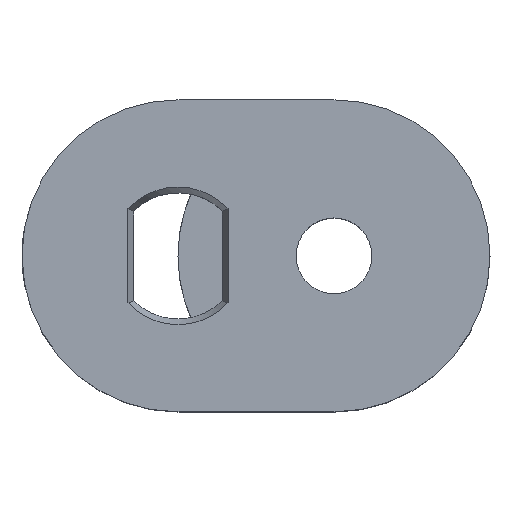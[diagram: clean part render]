
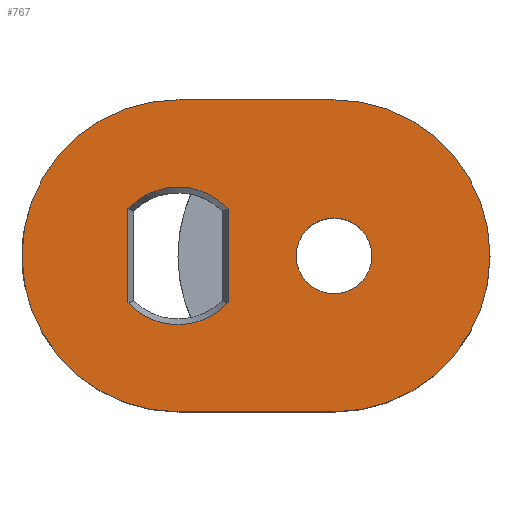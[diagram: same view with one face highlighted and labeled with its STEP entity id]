
A CAD part, top view. The second image highlights one B-rep face of the part: STEP entity #767.
In plain terms, the highlighted planar face has unit normal (0, 0, 1).
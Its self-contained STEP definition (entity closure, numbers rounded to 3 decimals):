
#22 = AXIS2_PLACEMENT_3D ( 'NONE', #47, #50, #51 ) ;
#33 = CARTESIAN_POINT ( 'NONE',  ( 0., 7., 6. ) ) ;
#40 = CARTESIAN_POINT ( 'NONE',  ( 7., -7., 6. ) ) ;
#42 = PLANE ( 'NONE',  #22 ) ;
#44 = CARTESIAN_POINT ( 'NONE',  ( 8.7, 0., 6. ) ) ;
#47 = CARTESIAN_POINT ( 'NONE',  ( 0., 0., 6. ) ) ;
#49 = DIRECTION ( 'NONE',  ( 1., 0., 0. ) ) ;
#50 = DIRECTION ( 'NONE',  ( 0., 0., 1. ) ) ;
#51 = DIRECTION ( 'NONE',  ( 1., 0., 0. ) ) ;
#52 = CARTESIAN_POINT ( 'NONE',  ( 2.245, 2.116, 6. ) ) ;
#74 = CARTESIAN_POINT ( 'NONE',  ( 0., 7., 6. ) ) ;
#76 = CARTESIAN_POINT ( 'NONE',  ( 2.245, -2.116, 6. ) ) ;
#78 = CARTESIAN_POINT ( 'NONE',  ( 5.3, 0., 6. ) ) ;
#84 = CARTESIAN_POINT ( 'NONE',  ( -2.245, 2.116, 6. ) ) ;
#92 = CARTESIAN_POINT ( 'NONE',  ( 14., 0., 6. ) ) ;
#110 = CARTESIAN_POINT ( 'NONE',  ( -2.245, -2.116, 6. ) ) ;
#122 = AXIS2_PLACEMENT_3D ( 'NONE', #698, #680, #559 ) ;
#162 = AXIS2_PLACEMENT_3D ( 'NONE', #902, #286, #295 ) ;
#164 = AXIS2_PLACEMENT_3D ( 'NONE', #307, #305, #293 ) ;
#174 = AXIS2_PLACEMENT_3D ( 'NONE', #923, #922, #49 ) ;
#175 = CARTESIAN_POINT ( 'NONE',  ( 0., -7., 6. ) ) ;
#179 = AXIS2_PLACEMENT_3D ( 'NONE', #318, #924, #704 ) ;
#208 = AXIS2_PLACEMENT_3D ( 'NONE', #837, #834, #844 ) ;
#209 = AXIS2_PLACEMENT_3D ( 'NONE', #790, #818, #802 ) ;
#212 = AXIS2_PLACEMENT_3D ( 'NONE', #747, #769, #779 ) ;
#254 = EDGE_CURVE ( 'NONE', #841, #614, #595, .T. ) ;
#263 = EDGE_CURVE ( 'NONE', #684, #947, #594, .T. ) ;
#266 = EDGE_CURVE ( 'NONE', #788, #751, #581, .T. ) ;
#286 = DIRECTION ( 'NONE',  ( 0., 0., 1. ) ) ;
#293 = DIRECTION ( 'NONE',  ( 1., 0., 0. ) ) ;
#295 = DIRECTION ( 'NONE',  ( 1., 0., 0. ) ) ;
#302 = DIRECTION ( 'NONE',  ( -1., 0., 0. ) ) ;
#304 = EDGE_CURVE ( 'NONE', #758, #841, #558, .T. ) ;
#305 = DIRECTION ( 'NONE',  ( 0., 0., -1. ) ) ;
#307 = CARTESIAN_POINT ( 'NONE',  ( 0., 0., 6. ) ) ;
#310 = EDGE_CURVE ( 'NONE', #947, #758, #555, .T. ) ;
#316 = EDGE_CURVE ( 'NONE', #703, #830, #554, .T. ) ;
#317 = EDGE_CURVE ( 'NONE', #787, #703, #556, .T. ) ;
#318 = CARTESIAN_POINT ( 'NONE',  ( 7., 0., 6. ) ) ;
#321 = EDGE_CURVE ( 'NONE', #805, #787, #549, .T. ) ;
#325 = EDGE_CURVE ( 'NONE', #830, #805, #548, .T. ) ;
#327 = EDGE_CURVE ( 'NONE', #751, #788, #545, .T. ) ;
#332 = CARTESIAN_POINT ( 'NONE',  ( 0., -7., 6. ) ) ;
#336 = EDGE_CURVE ( 'NONE', #614, #809, #540, .T. ) ;
#351 = DIRECTION ( 'NONE',  ( 1., 0., 0. ) ) ;
#373 = DIRECTION ( 'NONE',  ( 0., -1., 0. ) ) ;
#404 = CARTESIAN_POINT ( 'NONE',  ( -7., 0., 6. ) ) ;
#432 = FACE_BOUND ( 'NONE', #821, .T. ) ;
#433 = FACE_BOUND ( 'NONE', #668, .T. ) ;
#438 = EDGE_CURVE ( 'NONE', #809, #684, #491, .T. ) ;
#468 = FACE_OUTER_BOUND ( 'NONE', #813, .T. ) ;
#491 = CIRCLE ( 'NONE', #122, 7. ) ;
#539 = VECTOR ( 'NONE', #302, 1000. ) ;
#540 = LINE ( 'NONE', #33, #539 ) ;
#545 = CIRCLE ( 'NONE', #162, 1.7 ) ;
#546 = VECTOR ( 'NONE', #373, 1000. ) ;
#548 = CIRCLE ( 'NONE', #164, 3.085 ) ;
#549 = LINE ( 'NONE', #935, #546 ) ;
#551 = VECTOR ( 'NONE', #933, 1000. ) ;
#553 = VECTOR ( 'NONE', #351, 1000. ) ;
#554 = LINE ( 'NONE', #929, #551 ) ;
#555 = LINE ( 'NONE', #332, #553 ) ;
#556 = CIRCLE ( 'NONE', #174, 3.085 ) ;
#558 = CIRCLE ( 'NONE', #179, 7. ) ;
#559 = DIRECTION ( 'NONE',  ( 1., 0., 0. ) ) ;
#581 = CIRCLE ( 'NONE', #208, 1.7 ) ;
#594 = CIRCLE ( 'NONE', #209, 7. ) ;
#595 = CIRCLE ( 'NONE', #212, 7. ) ;
#614 = VERTEX_POINT ( 'NONE', #618 ) ;
#618 = CARTESIAN_POINT ( 'NONE',  ( 7., 7., 6. ) ) ;
#668 = EDGE_LOOP ( 'NONE', ( #913, #782 ) ) ;
#680 = DIRECTION ( 'NONE',  ( 0., 0., 1. ) ) ;
#684 = VERTEX_POINT ( 'NONE', #404 ) ;
#698 = CARTESIAN_POINT ( 'NONE',  ( 0., 0., 6. ) ) ;
#703 = VERTEX_POINT ( 'NONE', #110 ) ;
#704 = DIRECTION ( 'NONE',  ( 1., 0., 0. ) ) ;
#706 = ORIENTED_EDGE ( 'NONE', *, *, #254, .T. ) ;
#724 = ORIENTED_EDGE ( 'NONE', *, *, #263, .T. ) ;
#738 = ORIENTED_EDGE ( 'NONE', *, *, #336, .T. ) ;
#747 = CARTESIAN_POINT ( 'NONE',  ( 7., 0., 6. ) ) ;
#751 = VERTEX_POINT ( 'NONE', #44 ) ;
#755 = ORIENTED_EDGE ( 'NONE', *, *, #310, .T. ) ;
#758 = VERTEX_POINT ( 'NONE', #40 ) ;
#764 = ORIENTED_EDGE ( 'NONE', *, *, #438, .T. ) ;
#767 = ADVANCED_FACE ( 'NONE', ( #432, #468, #433 ), #42, .T. ) ;
#769 = DIRECTION ( 'NONE',  ( 0., 0., 1. ) ) ;
#779 = DIRECTION ( 'NONE',  ( 1., 0., 0. ) ) ;
#782 = ORIENTED_EDGE ( 'NONE', *, *, #266, .F. ) ;
#787 = VERTEX_POINT ( 'NONE', #76 ) ;
#788 = VERTEX_POINT ( 'NONE', #78 ) ;
#789 = ORIENTED_EDGE ( 'NONE', *, *, #316, .T. ) ;
#790 = CARTESIAN_POINT ( 'NONE',  ( 0., 0., 6. ) ) ;
#797 = ORIENTED_EDGE ( 'NONE', *, *, #325, .T. ) ;
#802 = DIRECTION ( 'NONE',  ( 1., 0., 0. ) ) ;
#803 = ORIENTED_EDGE ( 'NONE', *, *, #321, .T. ) ;
#805 = VERTEX_POINT ( 'NONE', #52 ) ;
#809 = VERTEX_POINT ( 'NONE', #74 ) ;
#813 = EDGE_LOOP ( 'NONE', ( #764, #724, #755, #916, #706, #738 ) ) ;
#818 = DIRECTION ( 'NONE',  ( 0., 0., 1. ) ) ;
#821 = EDGE_LOOP ( 'NONE', ( #797, #803, #880, #789 ) ) ;
#830 = VERTEX_POINT ( 'NONE', #84 ) ;
#834 = DIRECTION ( 'NONE',  ( 0., 0., 1. ) ) ;
#837 = CARTESIAN_POINT ( 'NONE',  ( 7., 0., 6. ) ) ;
#841 = VERTEX_POINT ( 'NONE', #92 ) ;
#844 = DIRECTION ( 'NONE',  ( 1., 0., 0. ) ) ;
#880 = ORIENTED_EDGE ( 'NONE', *, *, #317, .T. ) ;
#902 = CARTESIAN_POINT ( 'NONE',  ( 7., 0., 6. ) ) ;
#913 = ORIENTED_EDGE ( 'NONE', *, *, #327, .F. ) ;
#916 = ORIENTED_EDGE ( 'NONE', *, *, #304, .T. ) ;
#922 = DIRECTION ( 'NONE',  ( 0., 0., -1. ) ) ;
#923 = CARTESIAN_POINT ( 'NONE',  ( 0., 0., 6. ) ) ;
#924 = DIRECTION ( 'NONE',  ( 0., 0., 1. ) ) ;
#929 = CARTESIAN_POINT ( 'NONE',  ( -2.245, 0., 6. ) ) ;
#933 = DIRECTION ( 'NONE',  ( 0., 1., 0. ) ) ;
#935 = CARTESIAN_POINT ( 'NONE',  ( 2.245, 0., 6. ) ) ;
#947 = VERTEX_POINT ( 'NONE', #175 ) ;
